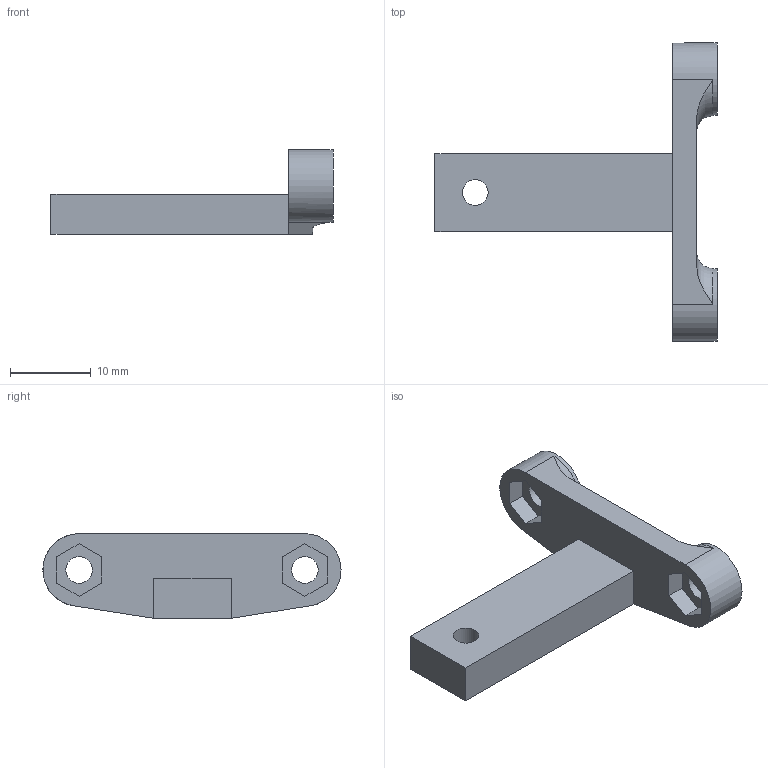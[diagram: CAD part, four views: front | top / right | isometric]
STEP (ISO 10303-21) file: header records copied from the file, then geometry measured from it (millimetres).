
FILE_DESCRIPTION(/* description */ (''),/* implementation_level */ '2;1');
FILE_NAME(/* name */ 'EVA-Endstop-_MGN12-IR v2.step',/* time_stamp */ '2021-01-09T09:02:20+01:00',/* author */ (''),/* organization */ (''),/* preprocessor_version */ 'ST-DEVELOPER v18.1',/* originating_system */ 'Autodesk Translation Framework v9.7.1.1290',/* authorisation */ '');
FILE_SCHEMA (('AUTOMOTIVE_DESIGN { 1 0 10303 214 3 1 1 }'));
Length unit declared in the file: millimetre
Products named in the file (1): EVA-Endstop-_MGN12-IR
Bounding box: 35 x 37 x 10.5 mm (x, y, z)
Volume: 2527.4 mm3; surface area: 2112.6 mm2
Topology: 1 solids, 1 shells, 40 faces, 103 edges, 68 vertices
Faces by surface type: plane 33, cylinder 5, torus 2
Full cylindrical faces by diameter (mm): 3.2 x1, 3.3 x2, 9 x2
Entity records: 1278 total; most frequent: CARTESIAN_POINT 246, ORIENTED_EDGE 206, DIRECTION 197, EDGE_CURVE 103, LINE 83, VECTOR 83, VERTEX_POINT 68, AXIS2_PLACEMENT_3D 57
